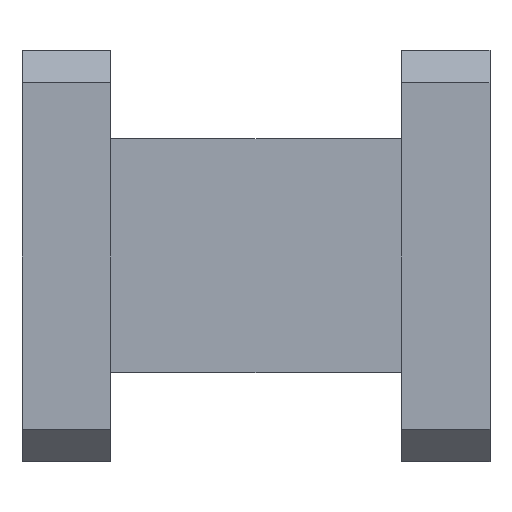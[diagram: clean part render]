
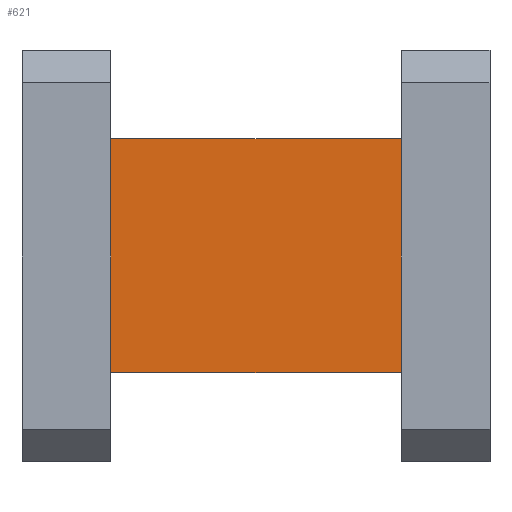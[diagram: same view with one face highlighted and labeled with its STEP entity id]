
A CAD part, front view. The second image highlights one B-rep face of the part: STEP entity #621.
In plain terms, the highlighted planar face has unit normal (0, -1, 0).
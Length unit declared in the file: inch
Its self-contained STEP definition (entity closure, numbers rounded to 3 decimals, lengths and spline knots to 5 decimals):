
#72 = CARTESIAN_POINT ( 'NONE',  ( 0.19, -0.125, 0.25 ) ) ;
#99 = CARTESIAN_POINT ( 'NONE',  ( 0.81, -0.125, -0.25 ) ) ;
#105 = DIRECTION ( 'NONE',  ( 0., 0., 1. ) ) ;
#121 = VERTEX_POINT ( 'NONE', #72 ) ;
#153 = VERTEX_POINT ( 'NONE', #752 ) ;
#170 = EDGE_CURVE ( 'NONE', #449, #121, #1342, .T. ) ;
#179 = DIRECTION ( 'NONE',  ( -1., 0., 0. ) ) ;
#284 = EDGE_CURVE ( 'NONE', #1301, #153, #415, .T. ) ;
#286 = PLANE ( 'NONE',  #1217 ) ;
#313 = DIRECTION ( 'NONE',  ( 0., 1., 0. ) ) ;
#318 = DIRECTION ( 'NONE',  ( 1., 0., 0. ) ) ;
#332 = LINE ( 'NONE', #947, #1211 ) ;
#349 = ORIENTED_EDGE ( 'NONE', *, *, #284, .T. ) ;
#373 = EDGE_CURVE ( 'NONE', #1301, #121, #1279, .T. ) ;
#410 = DIRECTION ( 'NONE',  ( 0., 0., 1. ) ) ;
#415 = LINE ( 'NONE', #99, #1180 ) ;
#437 = CARTESIAN_POINT ( 'NONE',  ( 0.19, -0.125, -0.25 ) ) ;
#449 = VERTEX_POINT ( 'NONE', #846 ) ;
#473 = EDGE_CURVE ( 'NONE', #449, #153, #332, .T. ) ;
#546 = CARTESIAN_POINT ( 'NONE',  ( 0.81, -0.125, -0.25 ) ) ;
#621 = ADVANCED_FACE ( 'NONE', ( #842 ), #286, .F. ) ;
#752 = CARTESIAN_POINT ( 'NONE',  ( 0.81, -0.125, -0.25 ) ) ;
#782 = VECTOR ( 'NONE', #179, 39.37008 ) ;
#842 = FACE_OUTER_BOUND ( 'NONE', #1145, .T. ) ;
#846 = CARTESIAN_POINT ( 'NONE',  ( 0.81, -0.125, 0.25 ) ) ;
#875 = ORIENTED_EDGE ( 'NONE', *, *, #170, .T. ) ;
#899 = CARTESIAN_POINT ( 'NONE',  ( 0.19, -0.125, 0. ) ) ;
#947 = CARTESIAN_POINT ( 'NONE',  ( 0.81, -0.125, -0.25 ) ) ;
#1003 = ORIENTED_EDGE ( 'NONE', *, *, #473, .F. ) ;
#1069 = DIRECTION ( 'NONE',  ( 0., 0., -1. ) ) ;
#1145 = EDGE_LOOP ( 'NONE', ( #349, #1003, #875, #1323 ) ) ;
#1180 = VECTOR ( 'NONE', #318, 39.37008 ) ;
#1211 = VECTOR ( 'NONE', #1069, 39.37008 ) ;
#1217 = AXIS2_PLACEMENT_3D ( 'NONE', #546, #313, #410 ) ;
#1279 = LINE ( 'NONE', #899, #1448 ) ;
#1301 = VERTEX_POINT ( 'NONE', #437 ) ;
#1323 = ORIENTED_EDGE ( 'NONE', *, *, #373, .F. ) ;
#1342 = LINE ( 'NONE', #1350, #782 ) ;
#1350 = CARTESIAN_POINT ( 'NONE',  ( 0.81, -0.125, 0.25 ) ) ;
#1448 = VECTOR ( 'NONE', #105, 39.37008 ) ;
